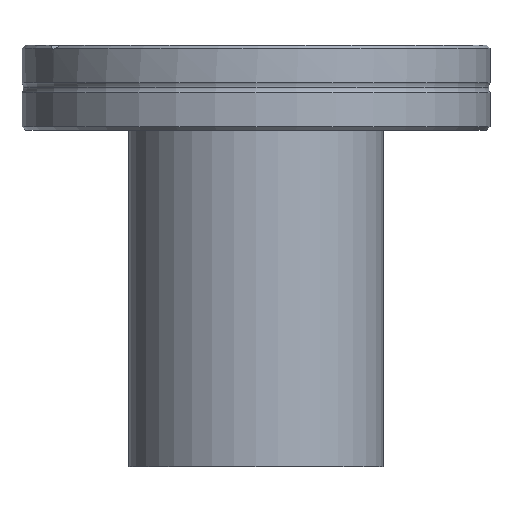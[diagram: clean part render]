
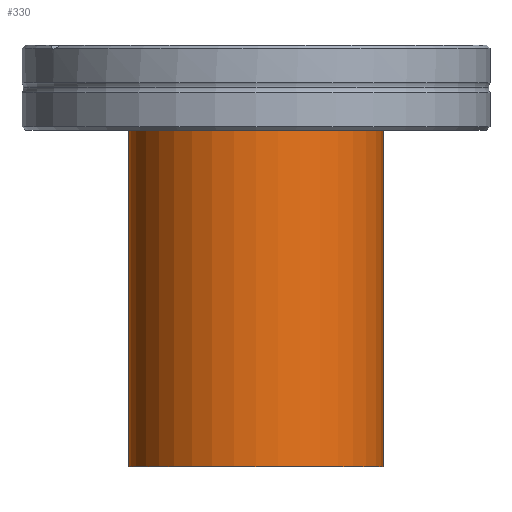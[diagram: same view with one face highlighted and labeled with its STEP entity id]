
A CAD part, front view. The second image highlights one B-rep face of the part: STEP entity #330.
In plain terms, the highlighted cylindrical face has radius 19 mm (diameter 38 mm), a partial arc.
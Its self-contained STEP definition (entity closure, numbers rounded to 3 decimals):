
#86 = FACE_OUTER_BOUND ( 'NONE', #590, .T. ) ;
#90 = VECTOR ( 'NONE', #2180, 1000. ) ;
#102 = CARTESIAN_POINT ( 'NONE',  ( -19., 0., -63. ) ) ;
#258 = CIRCLE ( 'NONE', #274, 19. ) ;
#274 = AXIS2_PLACEMENT_3D ( 'NONE', #2206, #1036, #2397 ) ;
#330 = ADVANCED_FACE ( 'NONE', ( #86 ), #2468, .T. ) ;
#342 = EDGE_CURVE ( 'NONE', #2061, #1734, #970, .T. ) ;
#464 = VECTOR ( 'NONE', #1020, 1000. ) ;
#486 = CARTESIAN_POINT ( 'NONE',  ( 19., 0., -4.8 ) ) ;
#590 = EDGE_LOOP ( 'NONE', ( #1720, #1236, #1619, #1287 ) ) ;
#676 = LINE ( 'NONE', #2175, #90 ) ;
#697 = CARTESIAN_POINT ( 'NONE',  ( 0., 0., -69.8 ) ) ;
#805 = CARTESIAN_POINT ( 'NONE',  ( -19., 0., -69.8 ) ) ;
#872 = DIRECTION ( 'NONE',  ( 0., 0., -1. ) ) ;
#892 = DIRECTION ( 'NONE',  ( 1., 0., 0. ) ) ;
#970 = CIRCLE ( 'NONE', #2096, 19. ) ;
#1012 = EDGE_CURVE ( 'NONE', #2061, #1213, #676, .T. ) ;
#1020 = DIRECTION ( 'NONE',  ( 0., 0., 1. ) ) ;
#1036 = DIRECTION ( 'NONE',  ( 0., 0., 1. ) ) ;
#1071 = CARTESIAN_POINT ( 'NONE',  ( 0., 0., -63. ) ) ;
#1157 = VERTEX_POINT ( 'NONE', #2108 ) ;
#1213 = VERTEX_POINT ( 'NONE', #486 ) ;
#1236 = ORIENTED_EDGE ( 'NONE', *, *, #342, .F. ) ;
#1287 = ORIENTED_EDGE ( 'NONE', *, *, #1337, .F. ) ;
#1337 = EDGE_CURVE ( 'NONE', #1157, #1213, #258, .T. ) ;
#1619 = ORIENTED_EDGE ( 'NONE', *, *, #1012, .T. ) ;
#1701 = DIRECTION ( 'NONE',  ( 0., 0., 1. ) ) ;
#1720 = ORIENTED_EDGE ( 'NONE', *, *, #1943, .F. ) ;
#1734 = VERTEX_POINT ( 'NONE', #102 ) ;
#1943 = EDGE_CURVE ( 'NONE', #1734, #1157, #2089, .T. ) ;
#2048 = CARTESIAN_POINT ( 'NONE',  ( 19., 0., -63. ) ) ;
#2057 = DIRECTION ( 'NONE',  ( 1., 0., 0. ) ) ;
#2061 = VERTEX_POINT ( 'NONE', #2048 ) ;
#2089 = LINE ( 'NONE', #805, #464 ) ;
#2096 = AXIS2_PLACEMENT_3D ( 'NONE', #1071, #872, #2057 ) ;
#2108 = CARTESIAN_POINT ( 'NONE',  ( -19., 0., -4.8 ) ) ;
#2175 = CARTESIAN_POINT ( 'NONE',  ( 19., 0., -69.8 ) ) ;
#2180 = DIRECTION ( 'NONE',  ( 0., 0., 1. ) ) ;
#2206 = CARTESIAN_POINT ( 'NONE',  ( 0., 0., -4.8 ) ) ;
#2210 = AXIS2_PLACEMENT_3D ( 'NONE', #697, #1701, #892 ) ;
#2397 = DIRECTION ( 'NONE',  ( 1., 0., 0. ) ) ;
#2468 = CYLINDRICAL_SURFACE ( 'NONE', #2210, 19. ) ;
